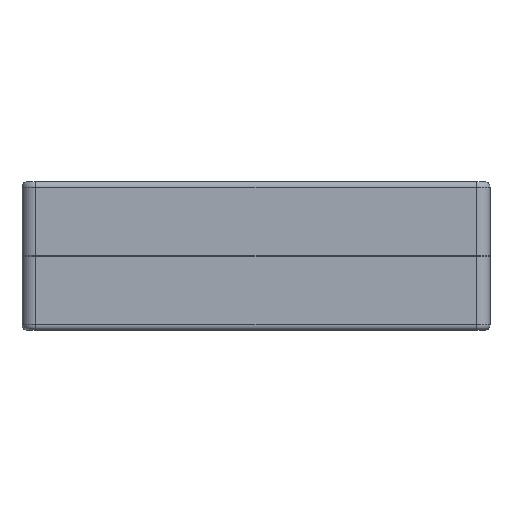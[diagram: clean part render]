
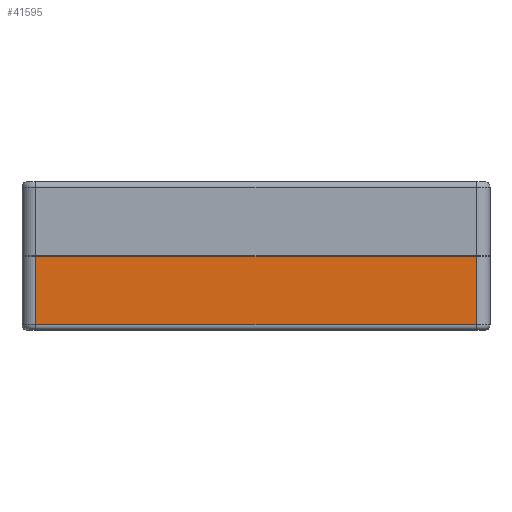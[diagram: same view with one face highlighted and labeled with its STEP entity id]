
A CAD part, front view. The second image highlights one B-rep face of the part: STEP entity #41595.
In plain terms, the highlighted planar face has unit normal (0, -1, 0).
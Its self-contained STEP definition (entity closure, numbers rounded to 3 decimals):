
#1541 = DIRECTION ( 'NONE',  ( 1., 0., 0. ) ) ;
#1835 = VERTEX_POINT ( 'NONE', #19244 ) ;
#3015 = EDGE_CURVE ( 'NONE', #30775, #1835, #16706, .T. ) ;
#5806 = CARTESIAN_POINT ( 'NONE',  ( 0., -83.5, 2. ) ) ;
#5892 = CARTESIAN_POINT ( 'NONE',  ( -80., -83.5, 27. ) ) ;
#8772 = VECTOR ( 'NONE', #32292, 1000. ) ;
#8830 = CARTESIAN_POINT ( 'NONE',  ( 0., -83.5, 27. ) ) ;
#10400 = CARTESIAN_POINT ( 'NONE',  ( 80., -83.5, 27. ) ) ;
#11092 = LINE ( 'NONE', #40479, #18544 ) ;
#11868 = CARTESIAN_POINT ( 'NONE',  ( -80., -83.5, 2. ) ) ;
#12797 = VERTEX_POINT ( 'NONE', #10400 ) ;
#14316 = EDGE_LOOP ( 'NONE', ( #19370, #30130, #35125, #41857 ) ) ;
#15781 = AXIS2_PLACEMENT_3D ( 'NONE', #8830, #34435, #19256 ) ;
#15835 = LINE ( 'NONE', #26279, #8772 ) ;
#16706 = LINE ( 'NONE', #5806, #37494 ) ;
#18544 = VECTOR ( 'NONE', #21980, 1000. ) ;
#19025 = FACE_OUTER_BOUND ( 'NONE', #14316, .T. ) ;
#19244 = CARTESIAN_POINT ( 'NONE',  ( 80., -83.5, 2. ) ) ;
#19256 = DIRECTION ( 'NONE',  ( -1., 0., 0. ) ) ;
#19370 = ORIENTED_EDGE ( 'NONE', *, *, #39142, .T. ) ;
#20238 = DIRECTION ( 'NONE',  ( 0., 0., -1. ) ) ;
#20408 = EDGE_CURVE ( 'NONE', #33317, #12797, #15835, .T. ) ;
#21980 = DIRECTION ( 'NONE',  ( 0., 0., -1. ) ) ;
#23174 = EDGE_CURVE ( 'NONE', #12797, #1835, #11092, .T. ) ;
#26279 = CARTESIAN_POINT ( 'NONE',  ( 0., -83.5, 27. ) ) ;
#27122 = LINE ( 'NONE', #41590, #43172 ) ;
#30130 = ORIENTED_EDGE ( 'NONE', *, *, #3015, .T. ) ;
#30775 = VERTEX_POINT ( 'NONE', #11868 ) ;
#32292 = DIRECTION ( 'NONE',  ( 1., 0., 0. ) ) ;
#33317 = VERTEX_POINT ( 'NONE', #5892 ) ;
#34435 = DIRECTION ( 'NONE',  ( 0., 1., 0. ) ) ;
#35125 = ORIENTED_EDGE ( 'NONE', *, *, #23174, .F. ) ;
#37494 = VECTOR ( 'NONE', #1541, 1000. ) ;
#39142 = EDGE_CURVE ( 'NONE', #33317, #30775, #27122, .T. ) ;
#40479 = CARTESIAN_POINT ( 'NONE',  ( 80., -83.5, 27. ) ) ;
#41306 = PLANE ( 'NONE',  #15781 ) ;
#41590 = CARTESIAN_POINT ( 'NONE',  ( -80., -83.5, 27. ) ) ;
#41595 = ADVANCED_FACE ( 'NONE', ( #19025 ), #41306, .F. ) ;
#41857 = ORIENTED_EDGE ( 'NONE', *, *, #20408, .F. ) ;
#43172 = VECTOR ( 'NONE', #20238, 1000. ) ;
